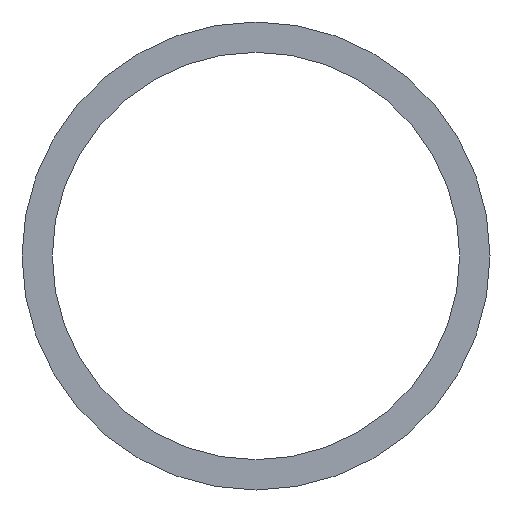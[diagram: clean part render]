
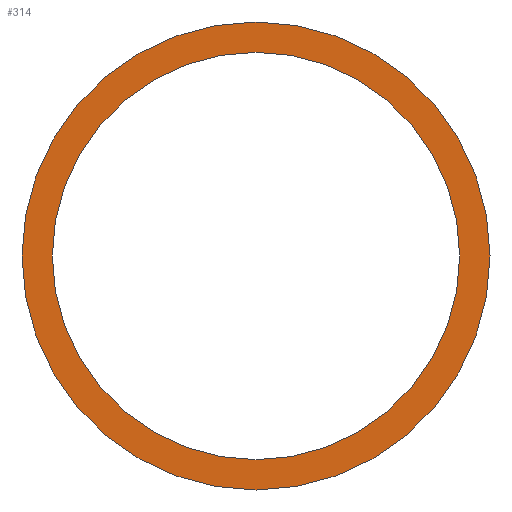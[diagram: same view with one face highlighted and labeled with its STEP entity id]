
A CAD part, front view. The second image highlights one B-rep face of the part: STEP entity #314.
In plain terms, the highlighted planar face has unit normal (0, -1, 0).
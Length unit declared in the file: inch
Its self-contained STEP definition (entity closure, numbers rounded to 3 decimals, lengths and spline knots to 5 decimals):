
#9 = CARTESIAN_POINT ( 'NONE',  ( 0., 0., -0.984 ) ) ;
#14 = EDGE_CURVE ( 'NONE', #622, #432, #135, .T. ) ;
#17 = AXIS2_PLACEMENT_3D ( 'NONE', #25, #21, #318 ) ;
#20 = VERTEX_POINT ( 'NONE', #80 ) ;
#21 = DIRECTION ( 'NONE',  ( 0., 1., 0. ) ) ;
#25 = CARTESIAN_POINT ( 'NONE',  ( 0., 0., 0. ) ) ;
#38 = EDGE_LOOP ( 'NONE', ( #47, #390 ) ) ;
#47 = ORIENTED_EDGE ( 'NONE', *, *, #599, .T. ) ;
#68 = AXIS2_PLACEMENT_3D ( 'NONE', #275, #536, #221 ) ;
#80 = CARTESIAN_POINT ( 'NONE',  ( 0., 0., 0.8565 ) ) ;
#116 = EDGE_CURVE ( 'NONE', #20, #308, #174, .T. ) ;
#119 = CARTESIAN_POINT ( 'NONE',  ( 0., 0., 0. ) ) ;
#135 = CIRCLE ( 'NONE', #68, 0.984 ) ;
#141 = CARTESIAN_POINT ( 'NONE',  ( 0., 0., -0.8565 ) ) ;
#160 = CARTESIAN_POINT ( 'NONE',  ( 0., 0., 0. ) ) ;
#174 = CIRCLE ( 'NONE', #17, 0.8565 ) ;
#178 = PLANE ( 'NONE',  #394 ) ;
#187 = DIRECTION ( 'NONE',  ( 0., 1., 0. ) ) ;
#197 = DIRECTION ( 'NONE',  ( 0., 0., 1. ) ) ;
#221 = DIRECTION ( 'NONE',  ( 0., 0., 1. ) ) ;
#230 = DIRECTION ( 'NONE',  ( 0., 1., 0. ) ) ;
#233 = DIRECTION ( 'NONE',  ( 0., 0., 1. ) ) ;
#275 = CARTESIAN_POINT ( 'NONE',  ( 0., 0., 0. ) ) ;
#301 = FACE_BOUND ( 'NONE', #38, .T. ) ;
#307 = FACE_OUTER_BOUND ( 'NONE', #349, .T. ) ;
#308 = VERTEX_POINT ( 'NONE', #141 ) ;
#313 = DIRECTION ( 'NONE',  ( 0., 0., 1. ) ) ;
#314 = ADVANCED_FACE ( 'NONE', ( #307, #301 ), #178, .F. ) ;
#318 = DIRECTION ( 'NONE',  ( 0., 0., 1. ) ) ;
#349 = EDGE_LOOP ( 'NONE', ( #471, #601 ) ) ;
#390 = ORIENTED_EDGE ( 'NONE', *, *, #116, .T. ) ;
#394 = AXIS2_PLACEMENT_3D ( 'NONE', #160, #187, #197 ) ;
#401 = CARTESIAN_POINT ( 'NONE',  ( 0., 0., 0. ) ) ;
#420 = DIRECTION ( 'NONE',  ( 0., 1., 0. ) ) ;
#432 = VERTEX_POINT ( 'NONE', #557 ) ;
#471 = ORIENTED_EDGE ( 'NONE', *, *, #14, .F. ) ;
#536 = DIRECTION ( 'NONE',  ( 0., 1., 0. ) ) ;
#554 = EDGE_CURVE ( 'NONE', #432, #622, #630, .T. ) ;
#557 = CARTESIAN_POINT ( 'NONE',  ( 0., 0., 0.984 ) ) ;
#575 = AXIS2_PLACEMENT_3D ( 'NONE', #119, #230, #233 ) ;
#585 = AXIS2_PLACEMENT_3D ( 'NONE', #401, #420, #313 ) ;
#593 = CIRCLE ( 'NONE', #585, 0.8565 ) ;
#599 = EDGE_CURVE ( 'NONE', #308, #20, #593, .T. ) ;
#601 = ORIENTED_EDGE ( 'NONE', *, *, #554, .F. ) ;
#622 = VERTEX_POINT ( 'NONE', #9 ) ;
#630 = CIRCLE ( 'NONE', #575, 0.984 ) ;
